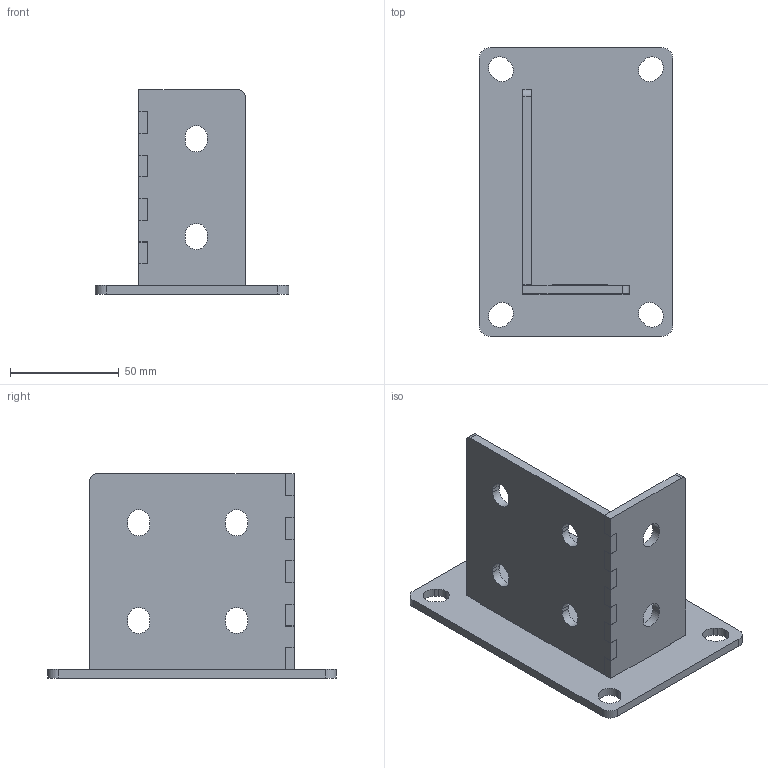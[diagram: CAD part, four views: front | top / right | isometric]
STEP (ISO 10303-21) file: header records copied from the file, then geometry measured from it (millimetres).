
FILE_DESCRIPTION (( 'STEP AP214' ), '1' );
FILE_NAME ('A944 Ïëîùàäêà îïîðíàÿ 45x90.STEP', '2025-07-31T07:50:19', ( '' ), ( '' ), 'SwSTEP 2.0', 'SolidWorks 2025', '' );
FILE_SCHEMA (( 'AUTOMOTIVE_DESIGN' ));
Length unit declared in the file: millimetre
Products named in the file (4): A944 45x90 Боковина с пазом 1_00; A944 45x90 Боковина с пазом 2_00; A944 Площадка опорная 45x90; A944 45x90 Основание_00
Assembly tree (3 placements, depth 2):
  A944 Площадка опорная 45x90
    A944 45x90 Основание_00
    A944 45x90 Боковина с пазом 1_00
    A944 45x90 Боковина с пазом 2_00
Bounding box: 89 x 133 x 94 mm (x, y, z)
Volume: 93084.6 mm3; surface area: 53410.6 mm2
Topology: 3 solids, 3 shells, 120 faces, 342 edges, 228 vertices
Faces by surface type: plane 86, cylinder 34
Entity records: 4096 total; most frequent: CARTESIAN_POINT 696, ORIENTED_EDGE 684, DIRECTION 662, EDGE_CURVE 342, VECTOR 274, LINE 274, VERTEX_POINT 228, AXIS2_PLACEMENT_3D 194
